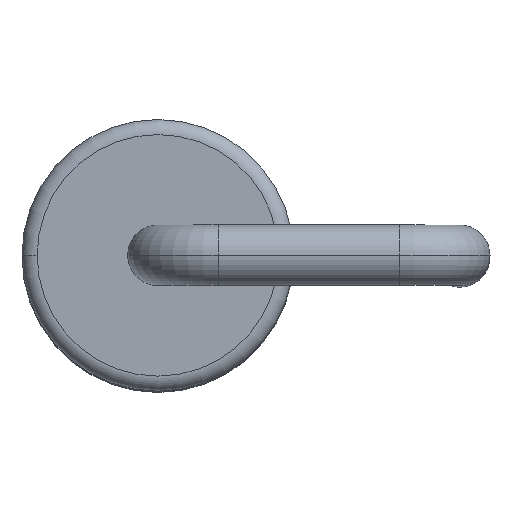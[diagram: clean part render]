
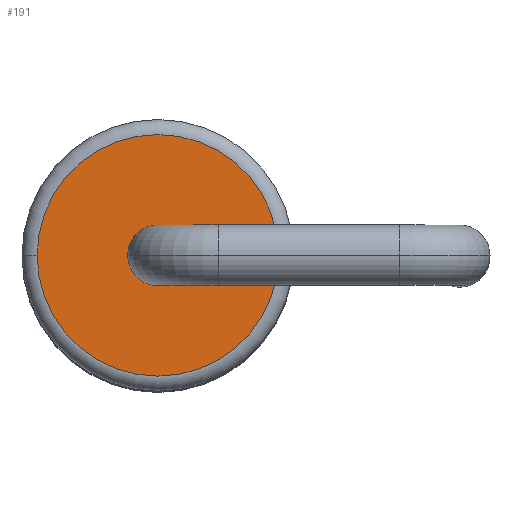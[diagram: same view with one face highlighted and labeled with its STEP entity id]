
A CAD part, top view. The second image highlights one B-rep face of the part: STEP entity #191.
In plain terms, the highlighted planar face has unit normal (0, 0, 1).
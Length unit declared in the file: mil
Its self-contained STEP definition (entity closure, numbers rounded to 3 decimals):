
#105 = AXIS2_PLACEMENT_3D ( 'NONE', #1684, #507, #1458 ) ;
#143 = DIRECTION ( 'NONE',  ( -1., 0., 0. ) ) ;
#179 = CARTESIAN_POINT ( 'NONE',  ( -10., 0., 260. ) ) ;
#191 = ADVANCED_FACE ( 'NONE', ( #1301, #629 ), #1013, .T. ) ;
#222 = VERTEX_POINT ( 'NONE', #179 ) ;
#226 = CARTESIAN_POINT ( 'NONE',  ( -50., 0., 260. ) ) ;
#265 = EDGE_CURVE ( 'NONE', #709, #827, #887, .T. ) ;
#289 = AXIS2_PLACEMENT_3D ( 'NONE', #1398, #590, #1536 ) ;
#435 = CARTESIAN_POINT ( 'NONE',  ( -50., 0., 260. ) ) ;
#462 = EDGE_LOOP ( 'NONE', ( #1096, #1339 ) ) ;
#507 = DIRECTION ( 'NONE',  ( 0., 0., 1. ) ) ;
#508 = AXIS2_PLACEMENT_3D ( 'NONE', #1540, #990, #143 ) ;
#578 = ORIENTED_EDGE ( 'NONE', *, *, #657, .F. ) ;
#579 = VERTEX_POINT ( 'NONE', #867 ) ;
#585 = DIRECTION ( 'NONE',  ( 0., 0., -1. ) ) ;
#590 = DIRECTION ( 'NONE',  ( 0., 0., 1. ) ) ;
#616 = CARTESIAN_POINT ( 'NONE',  ( -40., 0., 260. ) ) ;
#629 = FACE_OUTER_BOUND ( 'NONE', #869, .T. ) ;
#657 = EDGE_CURVE ( 'NONE', #222, #579, #1006, .T. ) ;
#709 = VERTEX_POINT ( 'NONE', #1395 ) ;
#793 = ORIENTED_EDGE ( 'NONE', *, *, #1297, .F. ) ;
#796 = DIRECTION ( 'NONE',  ( 0., 0., 1. ) ) ;
#827 = VERTEX_POINT ( 'NONE', #616 ) ;
#867 = CARTESIAN_POINT ( 'NONE',  ( -90., 0., 260. ) ) ;
#869 = EDGE_LOOP ( 'NONE', ( #793, #578 ) ) ;
#887 = CIRCLE ( 'NONE', #105, 10. ) ;
#990 = DIRECTION ( 'NONE',  ( 0., 0., -1. ) ) ;
#1006 = CIRCLE ( 'NONE', #508, 40. ) ;
#1013 = PLANE ( 'NONE',  #1082 ) ;
#1042 = CIRCLE ( 'NONE', #289, 10. ) ;
#1082 = AXIS2_PLACEMENT_3D ( 'NONE', #226, #796, #1743 ) ;
#1093 = AXIS2_PLACEMENT_3D ( 'NONE', #435, #585, #1679 ) ;
#1096 = ORIENTED_EDGE ( 'NONE', *, *, #265, .F. ) ;
#1120 = EDGE_CURVE ( 'NONE', #827, #709, #1042, .T. ) ;
#1285 = CIRCLE ( 'NONE', #1093, 40. ) ;
#1297 = EDGE_CURVE ( 'NONE', #579, #222, #1285, .T. ) ;
#1301 = FACE_BOUND ( 'NONE', #462, .T. ) ;
#1339 = ORIENTED_EDGE ( 'NONE', *, *, #1120, .F. ) ;
#1395 = CARTESIAN_POINT ( 'NONE',  ( -60., 0., 260. ) ) ;
#1398 = CARTESIAN_POINT ( 'NONE',  ( -50., 0., 260. ) ) ;
#1458 = DIRECTION ( 'NONE',  ( 1., 0., 0. ) ) ;
#1536 = DIRECTION ( 'NONE',  ( 1., 0., 0. ) ) ;
#1540 = CARTESIAN_POINT ( 'NONE',  ( -50., 0., 260. ) ) ;
#1679 = DIRECTION ( 'NONE',  ( -1., 0., 0. ) ) ;
#1684 = CARTESIAN_POINT ( 'NONE',  ( -50., 0., 260. ) ) ;
#1743 = DIRECTION ( 'NONE',  ( 1., 0., 0. ) ) ;
